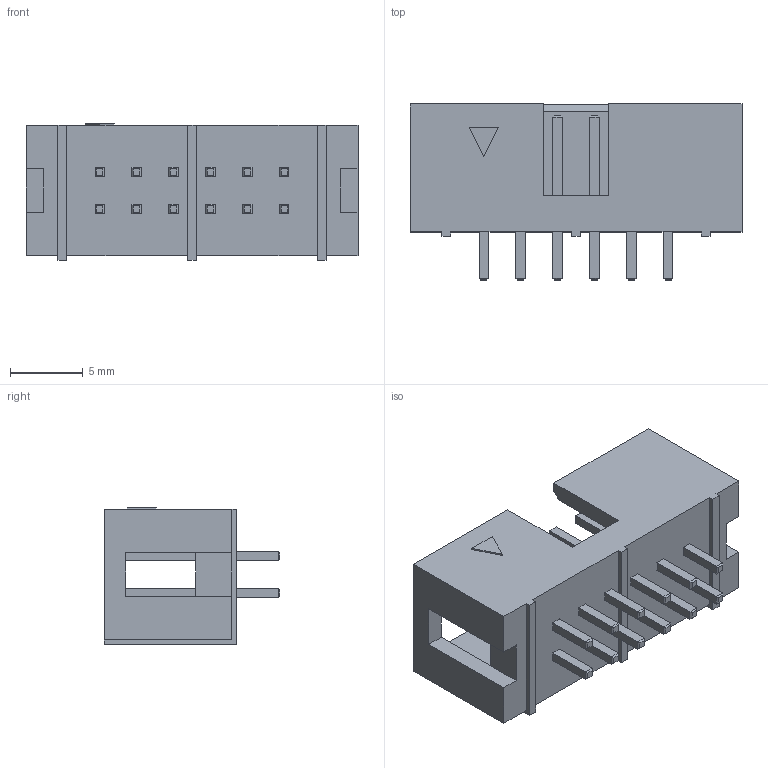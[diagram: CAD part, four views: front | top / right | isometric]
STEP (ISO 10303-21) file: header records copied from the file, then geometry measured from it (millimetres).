
FILE_DESCRIPTION (( 'STEP AP214' ), '1' );
FILE_NAME ('BH-12.step', '2021-01-16T12:42:46', ( '' ), ( '' ), 'SwSTEP 2.0', 'SolidWorks 2020', '' );
FILE_SCHEMA (( 'AUTOMOTIVE_DESIGN' ));
Length unit declared in the file: millimetre
Products named in the file (1): BH-12
Bounding box: 22.84 x 12.1 x 9.4 mm (x, y, z)
Volume: 919 mm3; surface area: 1689 mm2
Topology: 13 solids, 13 shells, 265 faces, 622 edges, 380 vertices
Faces by surface type: plane 265
Entity records: 9330 total; most frequent: CARTESIAN_POINT 1268, ORIENTED_EDGE 1244, DIRECTION 1154, LINE 622, EDGE_CURVE 622, VECTOR 622, VERTEX_POINT 380, EDGE_LOOP 290
